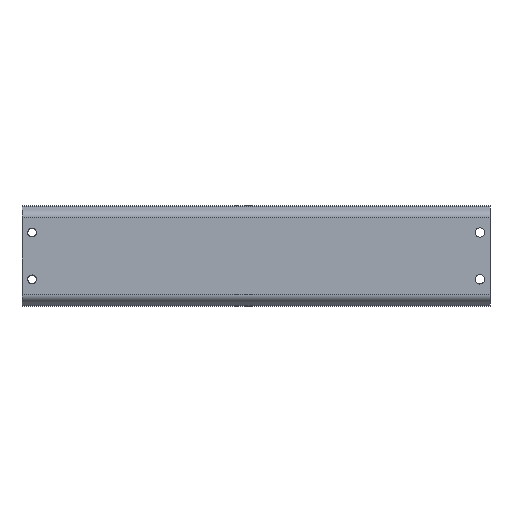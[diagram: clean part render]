
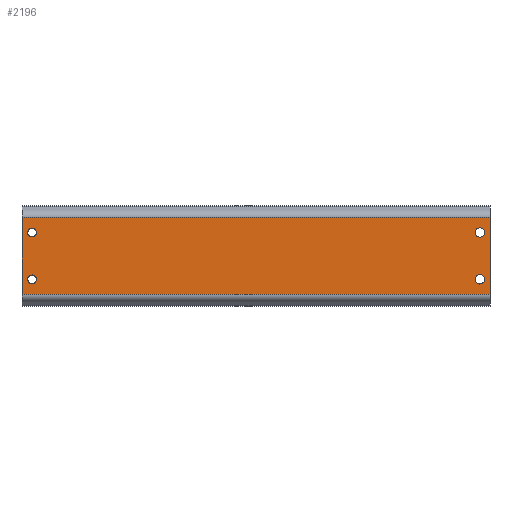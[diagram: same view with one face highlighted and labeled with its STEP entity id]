
A CAD part, top view. The second image highlights one B-rep face of the part: STEP entity #2196.
In plain terms, the highlighted planar face has unit normal (0, 0, 1).
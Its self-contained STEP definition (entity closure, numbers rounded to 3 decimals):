
#38=PLANE('',#2360);
#80=LINE('',#3366,#256);
#108=LINE('',#3449,#284);
#109=LINE('',#3452,#285);
#110=LINE('',#3453,#286);
#256=VECTOR('',#2634,350.);
#284=VECTOR('',#2716,350.);
#285=VECTOR('',#2721,57.558);
#286=VECTOR('',#2722,57.558);
#445=FACE_BOUND('',#633,.T.);
#446=FACE_BOUND('',#634,.T.);
#447=FACE_BOUND('',#635,.T.);
#448=FACE_BOUND('',#636,.T.);
#490=FACE_OUTER_BOUND('',#632,.T.);
#632=EDGE_LOOP('',(#1531,#1532,#1533,#1534));
#633=EDGE_LOOP('',(#1535));
#634=EDGE_LOOP('',(#1536));
#635=EDGE_LOOP('',(#1537));
#636=EDGE_LOOP('',(#1538));
#767=CIRCLE('',#2314,3.3);
#769=CIRCLE('',#2317,3.3);
#773=CIRCLE('',#2323,3.5);
#776=CIRCLE('',#2328,3.5);
#915=VERTEX_POINT('',#3333);
#917=VERTEX_POINT('',#3338);
#921=VERTEX_POINT('',#3348);
#924=VERTEX_POINT('',#3356);
#925=VERTEX_POINT('',#3359);
#928=VERTEX_POINT('',#3364);
#955=VERTEX_POINT('',#3446);
#956=VERTEX_POINT('',#3448);
#1131=EDGE_CURVE('',#915,#915,#767,.T.);
#1133=EDGE_CURVE('',#917,#917,#769,.T.);
#1137=EDGE_CURVE('',#921,#921,#773,.T.);
#1140=EDGE_CURVE('',#924,#924,#776,.T.);
#1144=EDGE_CURVE('',#928,#925,#80,.T.);
#1185=EDGE_CURVE('',#956,#955,#108,.T.);
#1187=EDGE_CURVE('',#955,#925,#109,.T.);
#1188=EDGE_CURVE('',#956,#928,#110,.T.);
#1531=ORIENTED_EDGE('',*,*,#1187,.T.);
#1532=ORIENTED_EDGE('',*,*,#1144,.F.);
#1533=ORIENTED_EDGE('',*,*,#1188,.F.);
#1534=ORIENTED_EDGE('',*,*,#1185,.T.);
#1535=ORIENTED_EDGE('',*,*,#1131,.T.);
#1536=ORIENTED_EDGE('',*,*,#1133,.T.);
#1537=ORIENTED_EDGE('',*,*,#1137,.T.);
#1538=ORIENTED_EDGE('',*,*,#1140,.T.);
#2196=ADVANCED_FACE('',(#490,#445,#446,#447,#448),#38,.F.);
#2314=AXIS2_PLACEMENT_3D('',#3334,#2597,#2598);
#2317=AXIS2_PLACEMENT_3D('',#3339,#2603,#2604);
#2323=AXIS2_PLACEMENT_3D('',#3349,#2615,#2616);
#2328=AXIS2_PLACEMENT_3D('',#3357,#2625,#2626);
#2360=AXIS2_PLACEMENT_3D('',#3451,#2719,#2720);
#2597=DIRECTION('center_axis',(0.,0.,-1.));
#2598=DIRECTION('ref_axis',(0.,1.,0.));
#2603=DIRECTION('center_axis',(0.,0.,-1.));
#2604=DIRECTION('ref_axis',(0.,1.,0.));
#2615=DIRECTION('center_axis',(0.,0.,-1.));
#2616=DIRECTION('ref_axis',(0.,1.,0.));
#2625=DIRECTION('center_axis',(0.,0.,-1.));
#2626=DIRECTION('ref_axis',(0.,1.,0.));
#2634=DIRECTION('',(-1.,0.,0.));
#2716=DIRECTION('',(-1.,0.,0.));
#2719=DIRECTION('center_axis',(0.,0.,-1.));
#2720=DIRECTION('ref_axis',(0.,1.,0.));
#2721=DIRECTION('',(0.,-1.,0.));
#2722=DIRECTION('',(0.,-1.,0.));
#3333=CARTESIAN_POINT('',(-167.5,20.8,0.));
#3334=CARTESIAN_POINT('Origin',(-167.5,17.5,0.));
#3338=CARTESIAN_POINT('',(-167.5,-14.2,0.));
#3339=CARTESIAN_POINT('Origin',(-167.5,-17.5,0.));
#3348=CARTESIAN_POINT('',(167.5,21.,0.));
#3349=CARTESIAN_POINT('Origin',(167.5,17.5,0.));
#3356=CARTESIAN_POINT('',(167.5,-14.,0.));
#3357=CARTESIAN_POINT('Origin',(167.5,-17.5,0.));
#3359=CARTESIAN_POINT('',(-175.,-28.779,0.));
#3364=CARTESIAN_POINT('',(175.,-28.779,0.));
#3366=CARTESIAN_POINT('',(175.,-28.779,0.));
#3446=CARTESIAN_POINT('',(-175.,28.779,0.));
#3448=CARTESIAN_POINT('',(175.,28.779,0.));
#3449=CARTESIAN_POINT('',(175.,28.779,0.));
#3451=CARTESIAN_POINT('Origin',(175.,28.779,0.));
#3452=CARTESIAN_POINT('',(-175.,28.779,0.));
#3453=CARTESIAN_POINT('',(175.,28.779,0.));
